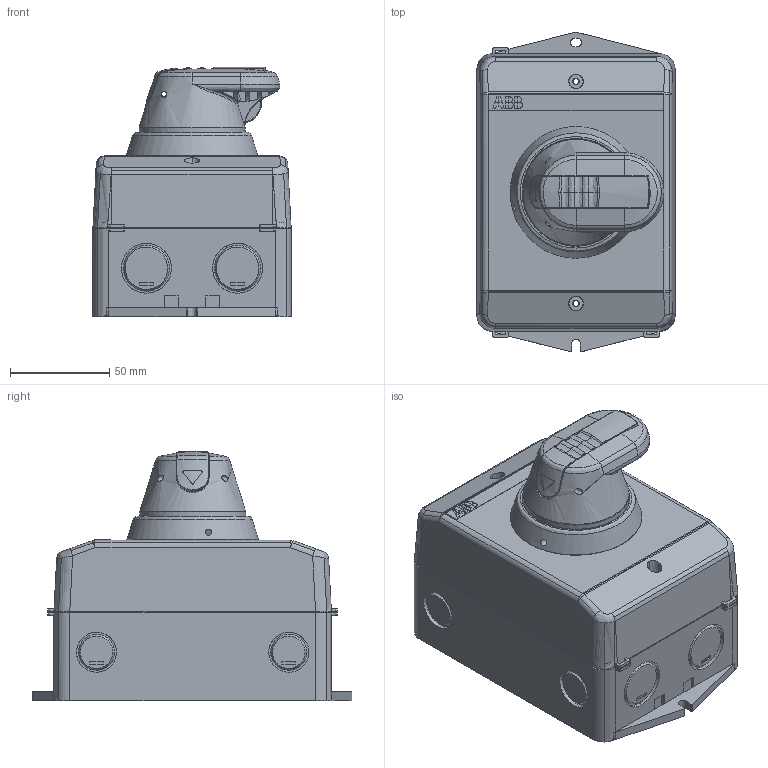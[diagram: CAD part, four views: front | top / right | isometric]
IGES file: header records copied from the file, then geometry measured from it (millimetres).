
Global section: file name: EOT16U3P4-1P.igs; preprocessor: I-DEAS 3D IGES Translator 15; date: 20140829.114936; units: millimetre
Bounding box: 100.01 x 161.21 x 125.89 mm (x, y, z)
Volume: 225196.6 mm3; surface area: 186105.1 mm2
Topology: 4 solids, 20 shells, 1734 faces, 4407 edges, 2758 vertices
Faces by surface type: bspline 1734
